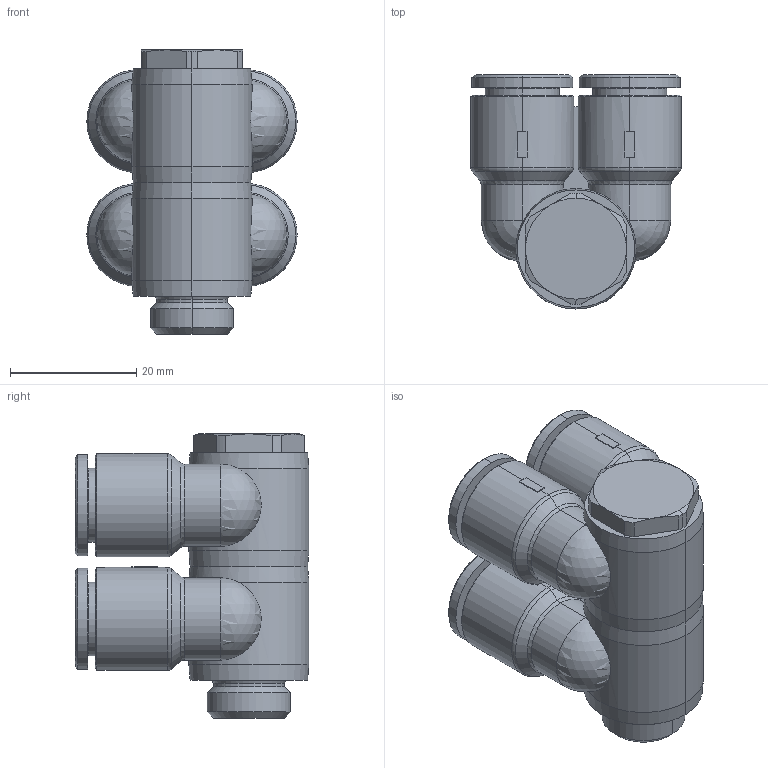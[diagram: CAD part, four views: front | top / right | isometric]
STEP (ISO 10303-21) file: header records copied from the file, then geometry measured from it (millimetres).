
FILE_DESCRIPTION((''),'2;1');
FILE_NAME('GPA_10G02(2)(3D).stp','2012-12-20T10:55:47',(''),(''),'Mechanical Desktop.R8.0.24.0','Mechanical Desktop.R8.0.24.0',', , ');
FILE_SCHEMA(('CONFIG_CONTROL_DESIGN'));
Length unit declared in the file: millimetre
Products named in the file (2): GPA_10G02(2)(3D); 睡ヶ1
Assembly tree (1 placements, depth 2):
  GPA_10G02(2)(3D)
    睡ヶ1
Bounding box: 33.3 x 37 x 45 mm (x, y, z)
Volume: 22022.3 mm3; surface area: 14464.6 mm2
Topology: 1 solids, 1 shells, 1770 faces, 5026 edges, 3301 vertices
Faces by surface type: plane 1558, cone 80, cylinder 76, bspline 32, sphere 12, torus 12
Entity records: 57281 total; most frequent: CARTESIAN_POINT 11353, ORIENTED_EDGE 10016, DIRECTION 8672, EDGE_CURVE 5008, VECTOR 4616, LINE 4616, VERTEX_POINT 3301, AXIS2_PLACEMENT_3D 2028
